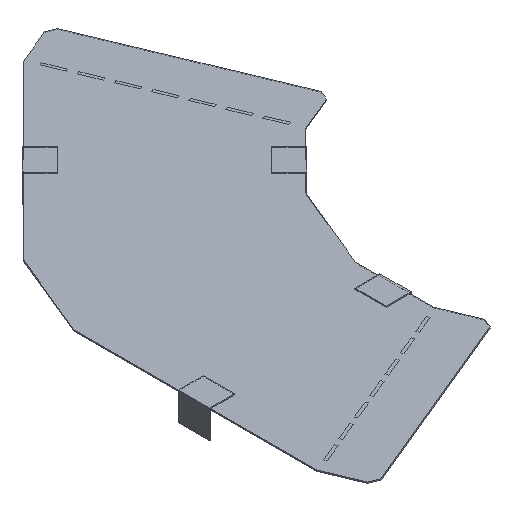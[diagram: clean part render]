
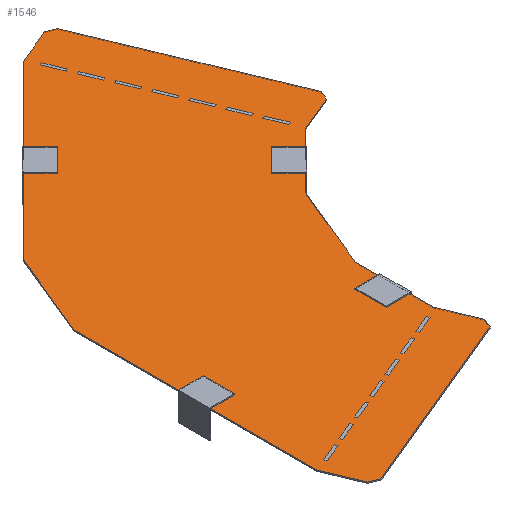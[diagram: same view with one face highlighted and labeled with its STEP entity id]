
A CAD part, isometric view. The second image highlights one B-rep face of the part: STEP entity #1546.
In plain terms, the highlighted planar face has unit normal (0, 0, 1).
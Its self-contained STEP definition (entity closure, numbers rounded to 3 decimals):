
#72=FACE_OUTER_BOUND('',#150,.T.);
#150=EDGE_LOOP('',(#1161,#1162,#1163,#1164,#1165,#1166,#1167,#1168,#1169,
#1170,#1171,#1172,#1173,#1174,#1175,#1176));
#271=LINE('',#2268,#503);
#273=LINE('',#2272,#505);
#274=LINE('',#2274,#506);
#275=LINE('',#2276,#507);
#276=LINE('',#2278,#508);
#277=LINE('',#2280,#509);
#278=LINE('',#2282,#510);
#279=LINE('',#2284,#511);
#280=LINE('',#2286,#512);
#281=LINE('',#2288,#513);
#282=LINE('',#2290,#514);
#283=LINE('',#2292,#515);
#284=LINE('',#2294,#516);
#285=LINE('',#2296,#517);
#286=LINE('',#2298,#518);
#287=LINE('',#2299,#519);
#503=VECTOR('',#1834,1.);
#505=VECTOR('',#1838,1.);
#506=VECTOR('',#1839,1.);
#507=VECTOR('',#1840,1.);
#508=VECTOR('',#1841,1.);
#509=VECTOR('',#1842,10.);
#510=VECTOR('',#1843,1.);
#511=VECTOR('',#1844,1.);
#512=VECTOR('',#1845,1.);
#513=VECTOR('',#1846,1.);
#514=VECTOR('',#1847,1.);
#515=VECTOR('',#1848,1.);
#516=VECTOR('',#1849,1.);
#517=VECTOR('',#1850,10.);
#518=VECTOR('',#1851,1.);
#519=VECTOR('',#1852,1.);
#735=VERTEX_POINT('',#2265);
#736=VERTEX_POINT('',#2267);
#737=VERTEX_POINT('',#2271);
#738=VERTEX_POINT('',#2273);
#739=VERTEX_POINT('',#2275);
#740=VERTEX_POINT('',#2277);
#741=VERTEX_POINT('',#2279);
#742=VERTEX_POINT('',#2281);
#743=VERTEX_POINT('',#2283);
#744=VERTEX_POINT('',#2285);
#745=VERTEX_POINT('',#2287);
#746=VERTEX_POINT('',#2289);
#747=VERTEX_POINT('',#2291);
#748=VERTEX_POINT('',#2293);
#749=VERTEX_POINT('',#2295);
#750=VERTEX_POINT('',#2297);
#927=EDGE_CURVE('',#736,#735,#271,.T.);
#929=EDGE_CURVE('',#737,#735,#273,.T.);
#930=EDGE_CURVE('',#737,#738,#274,.T.);
#931=EDGE_CURVE('',#739,#738,#275,.T.);
#932=EDGE_CURVE('',#740,#739,#276,.T.);
#933=EDGE_CURVE('',#741,#740,#277,.T.);
#934=EDGE_CURVE('',#741,#742,#278,.T.);
#935=EDGE_CURVE('',#742,#743,#279,.T.);
#936=EDGE_CURVE('',#744,#743,#280,.T.);
#937=EDGE_CURVE('',#744,#745,#281,.T.);
#938=EDGE_CURVE('',#745,#746,#282,.T.);
#939=EDGE_CURVE('',#746,#747,#283,.T.);
#940=EDGE_CURVE('',#748,#747,#284,.T.);
#941=EDGE_CURVE('',#748,#749,#285,.T.);
#942=EDGE_CURVE('',#750,#749,#286,.F.);
#943=EDGE_CURVE('',#750,#736,#287,.T.);
#1161=ORIENTED_EDGE('',*,*,#927,.T.);
#1162=ORIENTED_EDGE('',*,*,#929,.F.);
#1163=ORIENTED_EDGE('',*,*,#930,.T.);
#1164=ORIENTED_EDGE('',*,*,#931,.F.);
#1165=ORIENTED_EDGE('',*,*,#932,.F.);
#1166=ORIENTED_EDGE('',*,*,#933,.F.);
#1167=ORIENTED_EDGE('',*,*,#934,.T.);
#1168=ORIENTED_EDGE('',*,*,#935,.T.);
#1169=ORIENTED_EDGE('',*,*,#936,.F.);
#1170=ORIENTED_EDGE('',*,*,#937,.T.);
#1171=ORIENTED_EDGE('',*,*,#938,.T.);
#1172=ORIENTED_EDGE('',*,*,#939,.T.);
#1173=ORIENTED_EDGE('',*,*,#940,.F.);
#1174=ORIENTED_EDGE('',*,*,#941,.T.);
#1175=ORIENTED_EDGE('',*,*,#942,.F.);
#1176=ORIENTED_EDGE('',*,*,#943,.T.);
#1468=PLANE('',#1681);
#1546=ADVANCED_FACE('',(#72),#1468,.T.);
#1681=AXIS2_PLACEMENT_3D('',#2270,#1836,#1837);
#1834=DIRECTION('',(0.707,0.707,0.));
#1836=DIRECTION('center_axis',(0.,0.,1.));
#1837=DIRECTION('ref_axis',(-0.707,-0.707,0.));
#1838=DIRECTION('',(-0.924,-0.383,0.));
#1839=DIRECTION('',(0.383,0.924,0.));
#1840=DIRECTION('',(0.383,-0.924,0.));
#1841=DIRECTION('',(0.924,-0.383,0.));
#1842=DIRECTION('',(0.924,0.383,0.));
#1843=DIRECTION('',(-0.707,-0.707,0.));
#1844=DIRECTION('',(-0.383,-0.924,0.));
#1845=DIRECTION('',(0.,1.,0.));
#1846=DIRECTION('',(0.383,-0.924,0.));
#1847=DIRECTION('',(0.924,-0.383,0.));
#1848=DIRECTION('',(0.924,0.383,0.));
#1849=DIRECTION('',(-0.383,-0.924,0.));
#1850=DIRECTION('',(-0.383,0.924,0.));
#1851=DIRECTION('',(0.,1.,0.));
#1852=DIRECTION('',(0.383,0.924,0.));
#2265=CARTESIAN_POINT('',(282.996,140.308,-0.2));
#2267=CARTESIAN_POINT('',(244.176,101.488,-0.2));
#2268=CARTESIAN_POINT('',(277.605,134.917,-0.2));
#2270=CARTESIAN_POINT('Origin',(263.586,120.898,-0.2));
#2271=CARTESIAN_POINT('',(308.495,150.87,-0.2));
#2272=CARTESIAN_POINT('',(295.746,145.589,-0.2));
#2273=CARTESIAN_POINT('',(311.201,157.403,-0.2));
#2274=CARTESIAN_POINT('',(309.848,154.137,-0.2));
#2275=CARTESIAN_POINT('',(256.86,288.594,-0.2));
#2276=CARTESIAN_POINT('',(284.031,222.999,-0.2));
#2277=CARTESIAN_POINT('',(250.327,291.3,-0.2));
#2278=CARTESIAN_POINT('',(253.594,289.947,-0.2));
#2279=CARTESIAN_POINT('',(224.828,280.738,-0.2));
#2280=CARTESIAN_POINT('',(224.828,280.738,-0.2));
#2281=CARTESIAN_POINT('',(103.746,159.656,-0.2));
#2282=CARTESIAN_POINT('',(129.704,185.613,-0.2));
#2283=CARTESIAN_POINT('',(78.795,99.419,-0.2));
#2284=CARTESIAN_POINT('',(85.033,114.478,-0.2));
#2285=CARTESIAN_POINT('',(78.795,-71.817,-0.2));
#2286=CARTESIAN_POINT('',(78.795,8.201,-0.2));
#2287=CARTESIAN_POINT('',(89.357,-97.316,-0.2));
#2288=CARTESIAN_POINT('',(84.076,-84.566,-0.2));
#2289=CARTESIAN_POINT('',(95.89,-100.022,-0.2));
#2290=CARTESIAN_POINT('',(92.624,-98.669,-0.2));
#2291=CARTESIAN_POINT('',(227.081,-45.681,-0.2));
#2292=CARTESIAN_POINT('',(161.486,-72.851,-0.2));
#2293=CARTESIAN_POINT('',(229.787,-39.148,-0.2));
#2294=CARTESIAN_POINT('',(228.434,-42.414,-0.2));
#2295=CARTESIAN_POINT('',(219.225,-13.649,-0.2));
#2296=CARTESIAN_POINT('',(229.787,-39.148,-0.2));
#2297=CARTESIAN_POINT('',(219.225,41.251,-0.2));
#2298=CARTESIAN_POINT('',(219.225,-44.067,-0.2));
#2299=CARTESIAN_POINT('',(225.463,56.31,-0.2));
